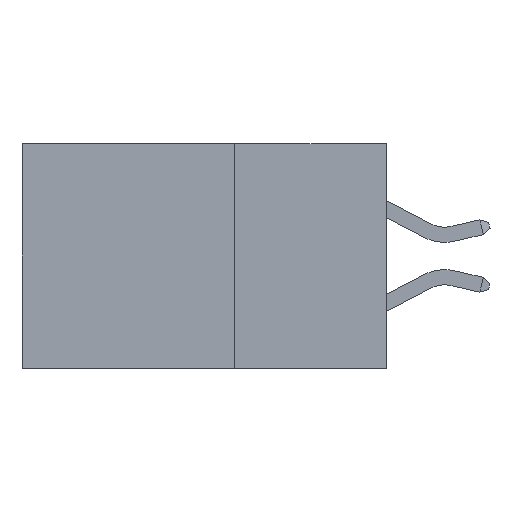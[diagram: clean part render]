
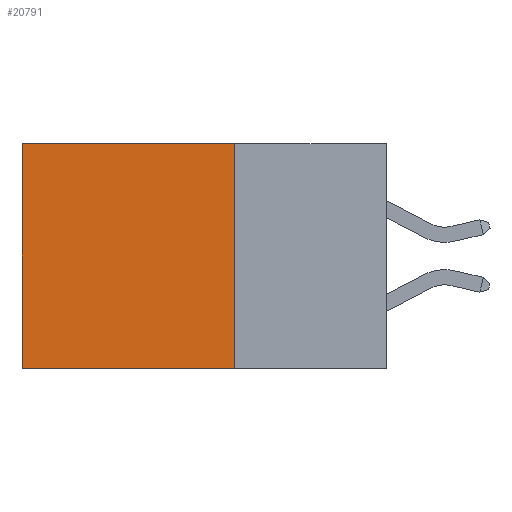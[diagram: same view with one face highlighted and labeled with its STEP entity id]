
A CAD part, left-side view. The second image highlights one B-rep face of the part: STEP entity #20791.
In plain terms, the highlighted planar face has unit normal (-1, 0, 0).
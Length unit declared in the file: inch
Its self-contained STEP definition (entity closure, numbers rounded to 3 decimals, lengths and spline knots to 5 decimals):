
#1868 = VECTOR ( 'NONE', #4067, 39.37008 ) ;
#4061 = ORIENTED_EDGE ( 'NONE', *, *, #25856, .F. ) ;
#4067 = DIRECTION ( 'NONE',  ( 0., 1., 0. ) ) ;
#5264 = CARTESIAN_POINT ( 'NONE',  ( 0.298, 0.6, -0.37 ) ) ;
#5555 = ORIENTED_EDGE ( 'NONE', *, *, #26143, .F. ) ;
#6110 = ORIENTED_EDGE ( 'NONE', *, *, #27680, .T. ) ;
#6121 = CARTESIAN_POINT ( 'NONE',  ( 0.298, 0.25, -0.37 ) ) ;
#6925 = LINE ( 'NONE', #6121, #11974 ) ;
#7304 = CARTESIAN_POINT ( 'NONE',  ( 0.298, 0.6, 0. ) ) ;
#8645 = DIRECTION ( 'NONE',  ( 0., 1., 0. ) ) ;
#9203 = LINE ( 'NONE', #11556, #1868 ) ;
#9948 = VECTOR ( 'NONE', #18296, 39.37008 ) ;
#10261 = DIRECTION ( 'NONE',  ( 0., 0., -1. ) ) ;
#10723 = VERTEX_POINT ( 'NONE', #23968 ) ;
#10802 = LINE ( 'NONE', #22193, #16625 ) ;
#11556 = CARTESIAN_POINT ( 'NONE',  ( 0.298, 0.25, 0. ) ) ;
#11974 = VECTOR ( 'NONE', #8645, 39.37008 ) ;
#14195 = VERTEX_POINT ( 'NONE', #7304 ) ;
#15255 = CARTESIAN_POINT ( 'NONE',  ( 0.298, 0.25, 0. ) ) ;
#16625 = VECTOR ( 'NONE', #24720, 39.37008 ) ;
#17603 = FACE_OUTER_BOUND ( 'NONE', #30796, .T. ) ;
#17726 = EDGE_CURVE ( 'NONE', #22140, #14195, #9203, .T. ) ;
#18296 = DIRECTION ( 'NONE',  ( 0., 0., -1. ) ) ;
#20102 = VERTEX_POINT ( 'NONE', #5264 ) ;
#20132 = PLANE ( 'NONE',  #27621 ) ;
#20703 = ORIENTED_EDGE ( 'NONE', *, *, #17726, .T. ) ;
#20791 = ADVANCED_FACE ( 'NONE', ( #17603 ), #20132, .F. ) ;
#22140 = VERTEX_POINT ( 'NONE', #15255 ) ;
#22193 = CARTESIAN_POINT ( 'NONE',  ( 0.298, 0.25, 0. ) ) ;
#22637 = CARTESIAN_POINT ( 'NONE',  ( 0.298, 0.25, 0. ) ) ;
#23968 = CARTESIAN_POINT ( 'NONE',  ( 0.298, 0.25, -0.37 ) ) ;
#24720 = DIRECTION ( 'NONE',  ( 0., 0., -1. ) ) ;
#25154 = DIRECTION ( 'NONE',  ( 1., 0., 0. ) ) ;
#25714 = CARTESIAN_POINT ( 'NONE',  ( 0.298, 0.6, 0. ) ) ;
#25856 = EDGE_CURVE ( 'NONE', #10723, #20102, #6925, .T. ) ;
#26143 = EDGE_CURVE ( 'NONE', #22140, #10723, #10802, .T. ) ;
#27621 = AXIS2_PLACEMENT_3D ( 'NONE', #22637, #25154, #10261 ) ;
#27680 = EDGE_CURVE ( 'NONE', #14195, #20102, #29752, .T. ) ;
#29752 = LINE ( 'NONE', #25714, #9948 ) ;
#30796 = EDGE_LOOP ( 'NONE', ( #6110, #4061, #5555, #20703 ) ) ;
